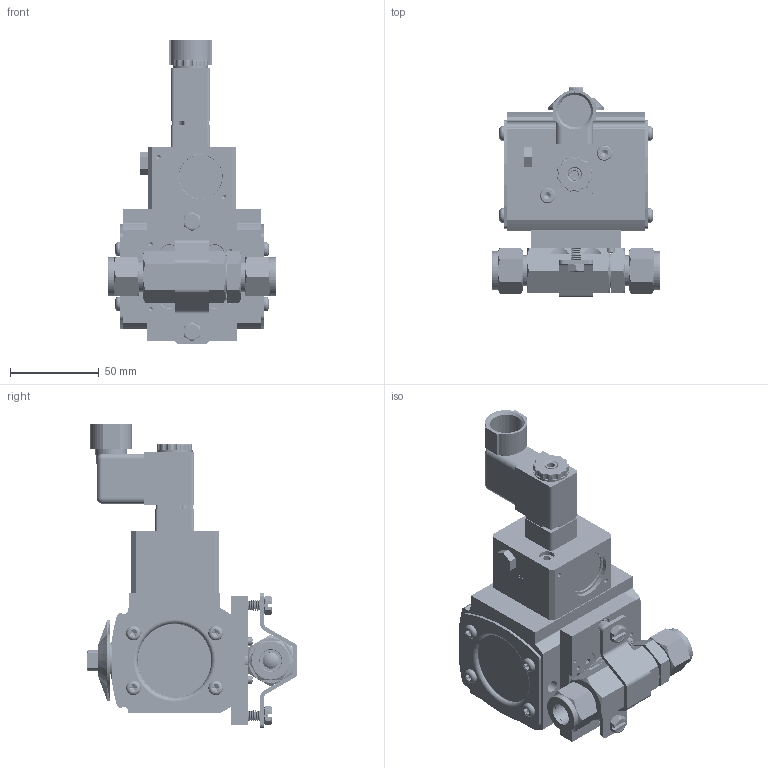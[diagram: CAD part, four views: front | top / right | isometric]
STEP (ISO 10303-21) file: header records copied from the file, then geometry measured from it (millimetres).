
FILE_DESCRIPTION (( 'STEP AP203' ), '1' );
FILE_NAME ('8204XXC8A512D4GPDC.step', '2018-08-30T13:18:13', ( '' ), ( '' ), 'SwSTEP 2.0', 'SolidWorks 2018', '' );
FILE_SCHEMA (( 'CONFIG_CONTROL_DESIGN' ));
Products named in the file (1): 8204XXC8A512D4GPDC
Bounding box: 94.45 x 118.74 x 171.51 mm (x, y, z)
Volume: 405402.8 mm3; surface area: 158800 mm2
Topology: 60 solids, 60 shells, 4033 faces, 10368 edges, 6408 vertices
Faces by surface type: cylinder 1730, cone 1161, plane 763, bspline 194, torus 175, sphere 10
Entity records: 190449 total; most frequent: CARTESIAN_POINT 96511, ORIENTED_EDGE 20356, DIRECTION 19567, EDGE_CURVE 10178, AXIS2_PLACEMENT_3D 7793, VERTEX_POINT 6404, EDGE_LOOP 4310, ADVANCED_FACE 4033
